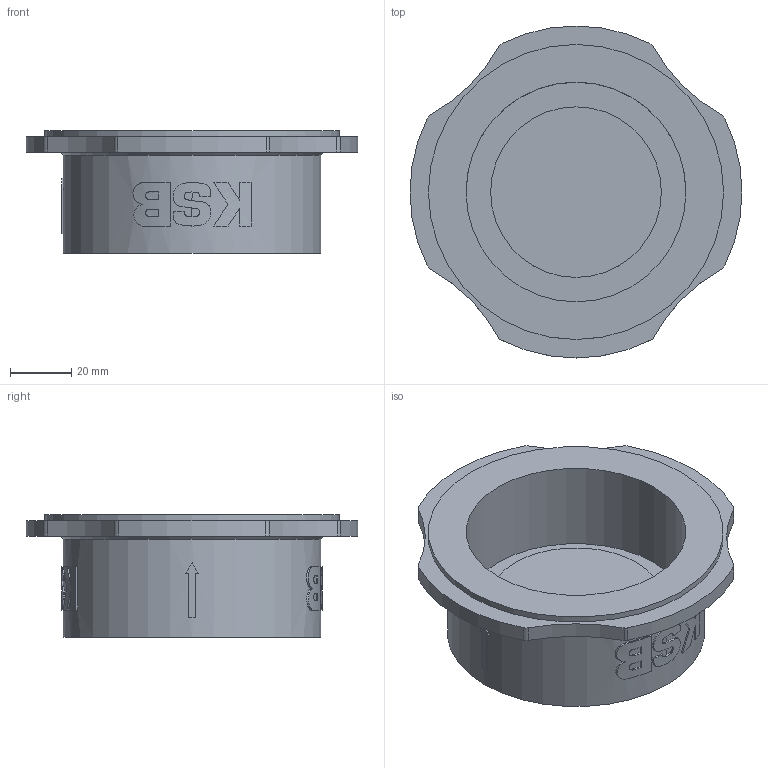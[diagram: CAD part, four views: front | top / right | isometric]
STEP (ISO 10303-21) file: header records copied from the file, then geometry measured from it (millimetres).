
FILE_DESCRIPTION(('FreeCAD Model'),'2;1');
FILE_NAME('DN50cv.step', '2019-01-13T14:08:25',('Author'),(''), 'Open CASCADE STEP processor 7.3','FreeCAD','Unknown');
FILE_SCHEMA(('AUTOMOTIVE_DESIGN { 1 0 10303 214 1 1 1 1 }'));
Length unit declared in the file: millimetre
Products named in the file (1): checkValveDN50wafer
Bounding box: 108 x 108 x 40 mm (x, y, z)
Volume: 110806.3 mm3; surface area: 37586 mm2
Topology: 1 solids, 1 shells, 157 faces, 413 edges, 275 vertices
Faces by surface type: plane 80, cylinder 75, torus 1, cone 1
Full cylindrical faces by diameter (mm): 48.5 x1, 54.9 x1, 55.5 x1, 71.5 x1, 83.75 x1, 96 x1
Entity records: 24294 total; most frequent: CARTESIAN_POINT 15784, DIRECTION 1108, ORIENTED_EDGE 826, PCURVE 826, DEFINITIONAL_REPRESENTATION 826, B_SPLINE_CURVE_WITH_KNOTS 566, EDGE_CURVE 413, LINE 412
